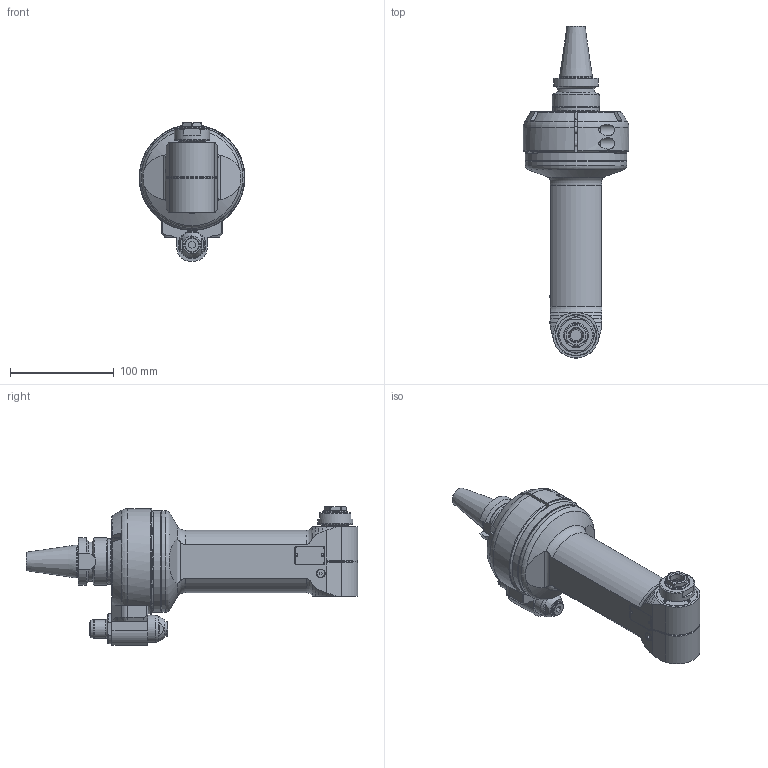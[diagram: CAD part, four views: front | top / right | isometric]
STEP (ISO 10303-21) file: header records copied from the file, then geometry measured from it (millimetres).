
FILE_DESCRIPTION(/* description */ (''),/* implementation_level */ '2;1');
FILE_NAME(/* name */ '9.F90.10L00-1B30.stp',/* time_stamp */ '2024-03-20T11:00:45-04:00',/* author */ ('jkrenzer'),/* organization */ (''),/* preprocessor_version */ 'ST-DEVELOPER v18.1',/* originating_system */ 'Autodesk Inventor 2022',/* authorisation */ '');
FILE_SCHEMA (('AUTOMOTIVE_DESIGN { 1 0 10303 214 3 1 1 }'));
Length unit declared in the file: millimetre
Products named in the file (3): 9.F90.10L00-1B30; 9_F90_10L00; step_9ga11c_336   (Evo, Type 1, BT30, 65mm)
Assembly tree (2 placements, depth 2):
  9.F90.10L00-1B30
    9_F90_10L00
    step_9ga11c_336   (Evo, Type 1, BT30, 65mm)
Bounding box: 102 x 320.32 x 134 mm (x, y, z)
Volume: 1016263.1 mm3; surface area: 184301.9 mm2
Topology: 28 solids, 39 shells, 838 faces, 2215 edges, 1518 vertices
Faces by surface type: plane 336, cylinder 238, cone 202, torus 45, sphere 10, bspline 7
Full cylindrical faces by diameter (mm): 2.5 x4, 2.6 x2, 3 x2, 3.2 x12, 3.3 x4, 4 x4, 4.2 x8, 5 x13, 6 x12, 6.5 x3, 6.75 x2, 7 x2, 8 x7, 8.5 x20, 8.821 x1, 9 x1, 9.2 x1, 9.4 x2, 10 x5, 10.25 x2, 10.4 x2, 11 x3, 12 x5, 12.5 x3, 12.8 x1, 13 x2, 13.1 x1, 14 x1, 16.5 x1, 17.943 x1
Entity records: 56556 total; most frequent: CARTESIAN_POINT 35555, DIRECTION 4370, ORIENTED_EDGE 4314, EDGE_CURVE 2168, AXIS2_PLACEMENT_3D 1657, VERTEX_POINT 1518, LINE 1056, VECTOR 1056
